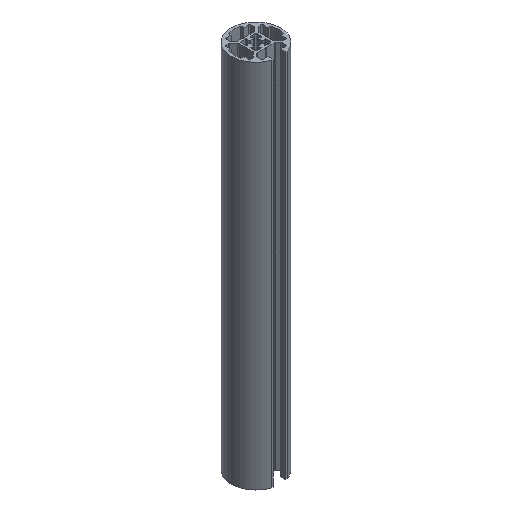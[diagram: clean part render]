
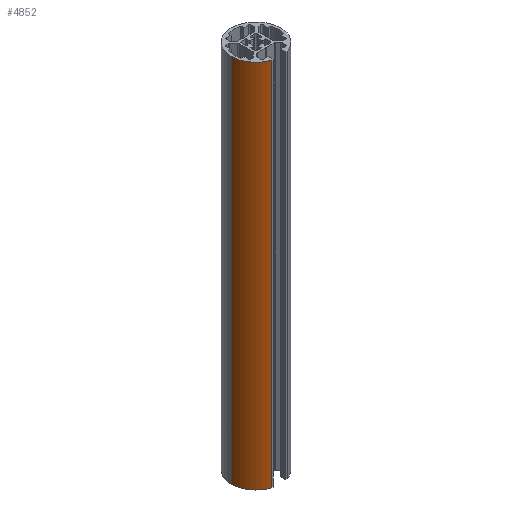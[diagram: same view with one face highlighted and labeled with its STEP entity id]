
A CAD part, isometric view. The second image highlights one B-rep face of the part: STEP entity #4852.
In plain terms, the highlighted cylindrical face has radius 20 mm (diameter 40 mm), a partial arc.
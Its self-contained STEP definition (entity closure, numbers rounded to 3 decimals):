
#329 = CARTESIAN_POINT ( 'NONE',  ( -19.961, 0.039, -300. ) ) ;
#381 = LINE ( 'NONE', #2545, #2181 ) ;
#392 = CARTESIAN_POINT ( 'NONE',  ( -6.206, -18.961, -300. ) ) ;
#496 = AXIS2_PLACEMENT_3D ( 'NONE', #5367, #2278, #4999 ) ;
#636 = EDGE_CURVE ( 'NONE', #3695, #916, #381, .T. ) ;
#781 = CARTESIAN_POINT ( 'NONE',  ( -19.961, 0.039, 0. ) ) ;
#916 = VERTEX_POINT ( 'NONE', #3701 ) ;
#1142 = DIRECTION ( 'NONE',  ( 0., 0., 1. ) ) ;
#1183 = LINE ( 'NONE', #329, #1830 ) ;
#1368 = EDGE_CURVE ( 'NONE', #3695, #3763, #2264, .T. ) ;
#1581 = CARTESIAN_POINT ( 'NONE',  ( -19.961, 0.039, -300. ) ) ;
#1618 = CYLINDRICAL_SURFACE ( 'NONE', #3277, 20. ) ;
#1654 = DIRECTION ( 'NONE',  ( 0., 0., 1. ) ) ;
#1830 = VECTOR ( 'NONE', #2904, 1000. ) ;
#1947 = AXIS2_PLACEMENT_3D ( 'NONE', #2122, #3286, #2477 ) ;
#2122 = CARTESIAN_POINT ( 'NONE',  ( 0.039, 0.039, 0. ) ) ;
#2181 = VECTOR ( 'NONE', #1654, 1000. ) ;
#2264 = CIRCLE ( 'NONE', #496, 20. ) ;
#2278 = DIRECTION ( 'NONE',  ( 0., 0., -1. ) ) ;
#2392 = VERTEX_POINT ( 'NONE', #781 ) ;
#2447 = DIRECTION ( 'NONE',  ( 1., 0., 0. ) ) ;
#2477 = DIRECTION ( 'NONE',  ( -1., 0., 0. ) ) ;
#2545 = CARTESIAN_POINT ( 'NONE',  ( -6.206, -18.961, -300. ) ) ;
#2868 = ORIENTED_EDGE ( 'NONE', *, *, #4953, .T. ) ;
#2904 = DIRECTION ( 'NONE',  ( 0., 0., 1. ) ) ;
#3277 = AXIS2_PLACEMENT_3D ( 'NONE', #4179, #1142, #2447 ) ;
#3286 = DIRECTION ( 'NONE',  ( 0., 0., -1. ) ) ;
#3695 = VERTEX_POINT ( 'NONE', #392 ) ;
#3701 = CARTESIAN_POINT ( 'NONE',  ( -6.206, -18.961, 0. ) ) ;
#3763 = VERTEX_POINT ( 'NONE', #1581 ) ;
#4017 = ORIENTED_EDGE ( 'NONE', *, *, #636, .T. ) ;
#4154 = EDGE_CURVE ( 'NONE', #3763, #2392, #1183, .T. ) ;
#4179 = CARTESIAN_POINT ( 'NONE',  ( 0.039, 0.039, -300. ) ) ;
#4304 = EDGE_LOOP ( 'NONE', ( #4436, #4489, #4017, #2868 ) ) ;
#4436 = ORIENTED_EDGE ( 'NONE', *, *, #4154, .F. ) ;
#4489 = ORIENTED_EDGE ( 'NONE', *, *, #1368, .F. ) ;
#4611 = CIRCLE ( 'NONE', #1947, 20. ) ;
#4852 = ADVANCED_FACE ( 'NONE', ( #4979 ), #1618, .T. ) ;
#4953 = EDGE_CURVE ( 'NONE', #916, #2392, #4611, .T. ) ;
#4979 = FACE_OUTER_BOUND ( 'NONE', #4304, .T. ) ;
#4999 = DIRECTION ( 'NONE',  ( -1., 0., 0. ) ) ;
#5367 = CARTESIAN_POINT ( 'NONE',  ( 0.039, 0.039, -300. ) ) ;
